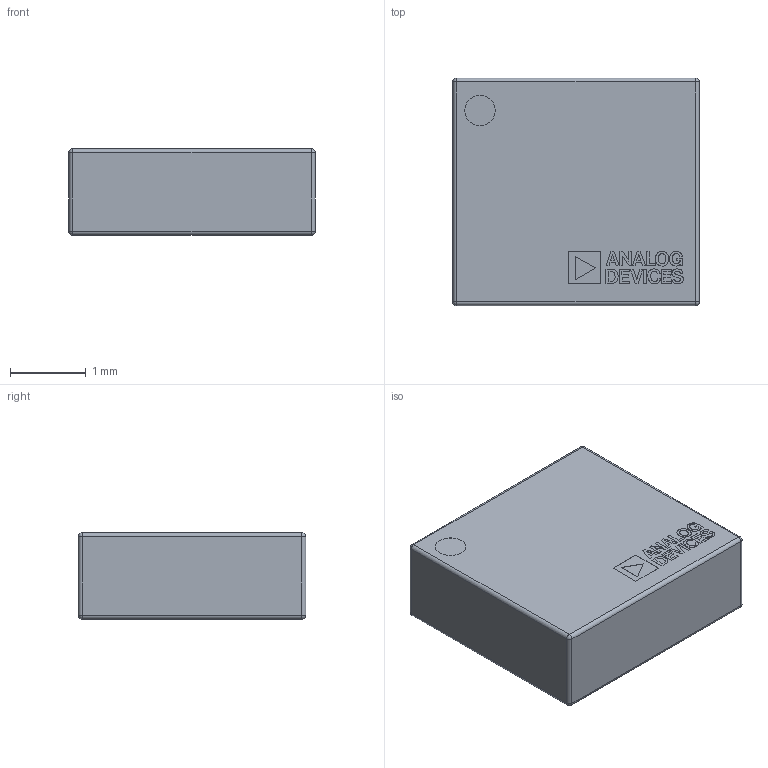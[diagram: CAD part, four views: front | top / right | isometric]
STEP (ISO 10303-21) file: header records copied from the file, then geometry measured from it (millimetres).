
FILE_DESCRIPTION(/* description */ (''),/* implementation_level */ '2;1');
FILE_NAME(/* name */ 'LGA16.stp',/* time_stamp */ '2020-05-28T18:33:58+02:00',/* author */ ('khaled'),/* organization */ (''),/* preprocessor_version */ 'ST-DEVELOPER v17.2',/* originating_system */ 'Autodesk Inventor 2019',/* authorisation */ '');
FILE_SCHEMA (('AUTOMOTIVE_DESIGN { 1 0 10303 214 3 1 1 }'));
Length unit declared in the file: millimetre
Products named in the file (5): LGA16; body; leads; Analog Devices; circle
Assembly tree (4 placements, depth 2):
  LGA16
    body
    leads
    Analog Devices
    circle
Bounding box: 3.25 x 3 x 1.14 mm (x, y, z)
Volume: 11.1 mm3; surface area: 37.5 mm2
Topology: 35 solids, 35 shells, 308 faces, 690 edges, 452 vertices
Faces by surface type: plane 252, bspline 35, cylinder 13, sphere 8
Full cylindrical faces by diameter (mm): 0.4 x1
Entity records: 8784 total; most frequent: CARTESIAN_POINT 1914, ORIENTED_EDGE 1380, DIRECTION 1210, EDGE_CURVE 690, LINE 594, VECTOR 594, VERTEX_POINT 452, EDGE_LOOP 318
